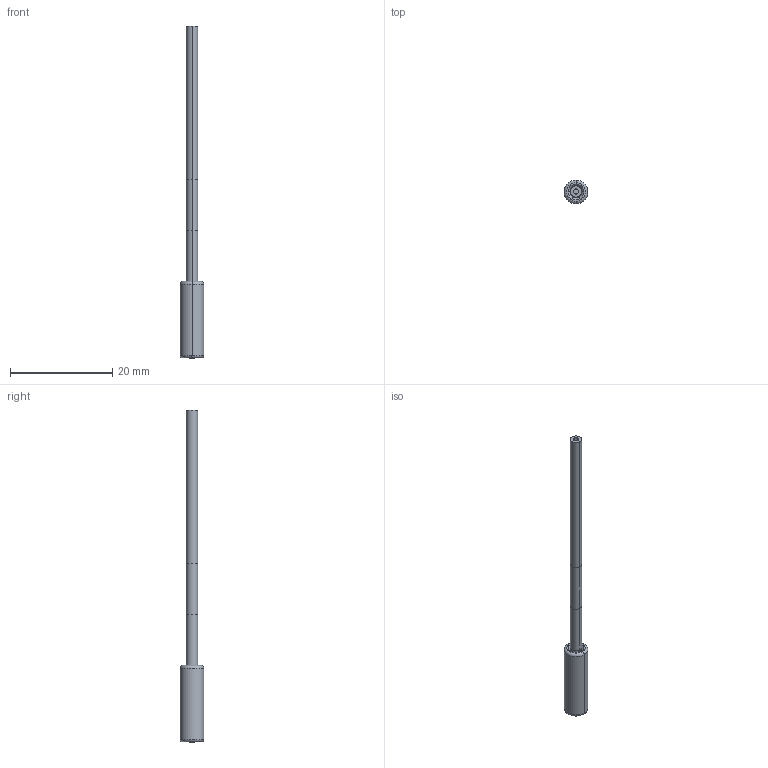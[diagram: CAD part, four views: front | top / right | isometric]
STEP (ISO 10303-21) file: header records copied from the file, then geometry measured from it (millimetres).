
FILE_DESCRIPTION((''),'2;1');
FILE_NAME('192792_ASM','2016-02-09T',('pdmadmin'),(''),'PRO/ENGINEER BY PARAMETRIC TECHNOLOGY CORPORATION, 2013230','PRO/ENGINEER BY PARAMETRIC TECHNOLOGY CORPORATION, 2013230','');
FILE_SCHEMA(('CONFIG_CONTROL_DESIGN'));
Length unit declared in the file: inch
Products named in the file (5): 51097; 10140; FIBER_CORE_1MM; 77573_ASM; 192792_ASM
Assembly tree (4 placements, depth 3):
  192792_ASM
    77573_ASM
      51097
      10140
      FIBER_CORE_1MM
Bounding box: 4.65 x 4.65 x 64.99 mm (x, y, z)
Volume: 388.7 mm3; surface area: 1165.7 mm2
Topology: 3 solids, 4 shells, 36 faces, 72 edges, 42 vertices
Faces by surface type: cylinder 18, plane 6, torus 4, cone 4, bspline 4
Entity records: 1261 total; most frequent: CARTESIAN_POINT 348, DIRECTION 206, ORIENTED_EDGE 140, AXIS2_PLACEMENT_3D 92, EDGE_CURVE 72, CIRCLE 46, VERTEX_POINT 42, EDGE_LOOP 40
